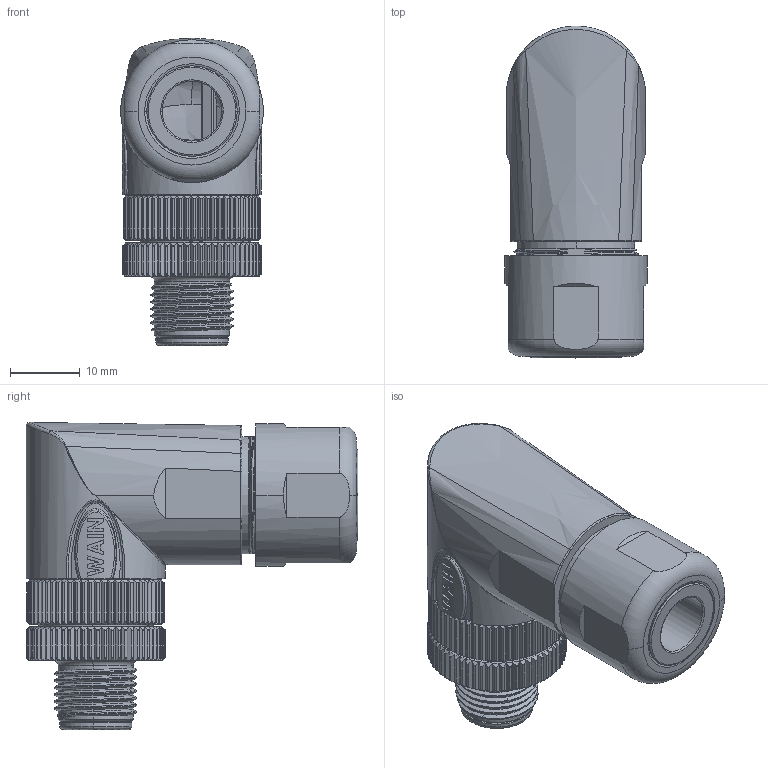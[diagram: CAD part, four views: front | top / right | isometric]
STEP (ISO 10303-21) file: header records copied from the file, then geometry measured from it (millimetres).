
FILE_DESCRIPTION((''),'2;1');
FILE_NAME('PRT0001','2017-07-06T',('zq.xu'),(''),'PRO/ENGINEER BY PARAMETRIC TECHNOLOGY CORPORATION, 2012480','PRO/ENGINEER BY PARAMETRIC TECHNOLOGY CORPORATION, 2012480','');
FILE_SCHEMA(('AUTOMOTIVE_DESIGN { 1 0 10303 214 1 1 1 1 }'));
Products named in the file (1): PRT0001
Bounding box: 20.5 x 47.7 x 44.15 mm (x, y, z)
Volume: 13127.9 mm3; surface area: 17871.2 mm2
Topology: 1 solids, 1 shells, 2500 faces, 7029 edges, 4451 vertices
Faces by surface type: cylinder 685, plane 669, cone 384, bspline 373, torus 227, sphere 96, extrusion 66
Entity records: 119284 total; most frequent: CARTESIAN_POINT 60283, ORIENTED_EDGE 13926, DIRECTION 10274, EDGE_CURVE 6963, VERTEX_POINT 4450, AXIS2_PLACEMENT_3D 4085, B_SPLINE_CURVE_WITH_KNOTS 2967, EDGE_LOOP 2627
